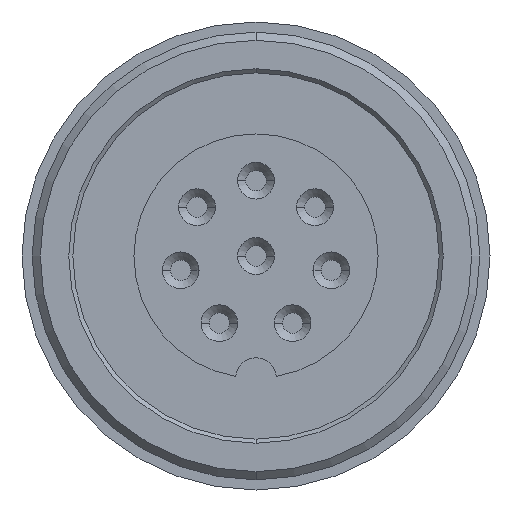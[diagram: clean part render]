
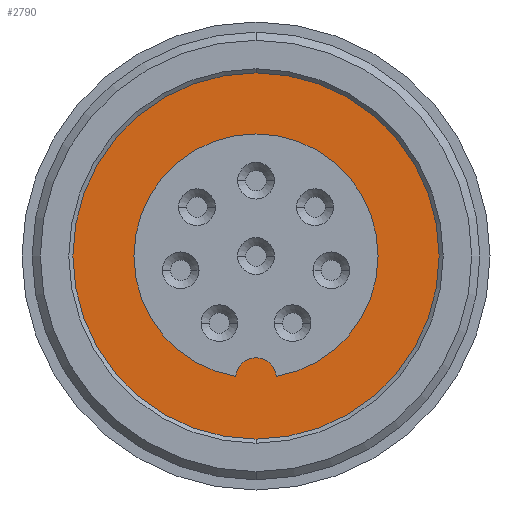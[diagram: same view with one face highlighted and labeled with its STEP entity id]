
A CAD part, front view. The second image highlights one B-rep face of the part: STEP entity #2790.
In plain terms, the highlighted planar face has unit normal (0, -1, 0).
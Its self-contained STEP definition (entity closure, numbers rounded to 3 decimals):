
#281=CARTESIAN_POINT('',(0.0,-5.0,4.5));
#282=VERTEX_POINT('',#281);
#290=CARTESIAN_POINT('',(0.,-5.0,-4.5));
#291=VERTEX_POINT('',#290);
#298=CARTESIAN_POINT('',(0.0,-5.0,0.0));
#299=DIRECTION('',(0.0,1.0,0.0));
#300=DIRECTION('',(0.0,0.0,1.0));
#301=AXIS2_PLACEMENT_3D('',#298,#299,#300);
#302=CIRCLE('',#301,4.5);
#303=EDGE_CURVE('',#291,#282,#302,.T.);
#315=CARTESIAN_POINT('',(0.,-5.0,3.));
#316=VERTEX_POINT('',#315);
#332=CARTESIAN_POINT('',(0.498,-5.,-2.958));
#333=VERTEX_POINT('',#332);
#340=CARTESIAN_POINT('',(0.0,-5.0,0.0));
#341=DIRECTION('',(0.0,1.0,0.0));
#342=DIRECTION('',(0.0,0.0,1.0));
#343=AXIS2_PLACEMENT_3D('',#340,#341,#342);
#344=CIRCLE('',#343,3.);
#345=EDGE_CURVE('',#316,#333,#344,.T.);
#1487=CARTESIAN_POINT('',(-0.498,-5.,-2.958));
#1488=VERTEX_POINT('',#1487);
#1489=CARTESIAN_POINT('',(0.0,-5.0,-3.));
#1490=DIRECTION('',(0.0,-1.,0.0));
#1491=DIRECTION('',(-0.997,0.0,-0.083));
#1492=AXIS2_PLACEMENT_3D('',#1489,#1490,#1491);
#1493=CIRCLE('',#1492,0.5);
#1494=EDGE_CURVE('',#333,#1488,#1493,.T.);
#2758=CARTESIAN_POINT('',(0.0,-5.0,0.0));
#2759=DIRECTION('',(0.0,1.0,0.0));
#2760=DIRECTION('',(0.0,0.0,1.0));
#2761=AXIS2_PLACEMENT_3D('',#2758,#2759,#2760);
#2762=CIRCLE('',#2761,3.);
#2763=EDGE_CURVE('',#1488,#316,#2762,.T.);
#2770=CARTESIAN_POINT('',(0.0,-5.0,3.75));
#2771=DIRECTION('',(0.0,-1.0,0.0));
#2772=DIRECTION('',(0.0,0.0,-1.0));
#2773=AXIS2_PLACEMENT_3D('',#2770,#2771,#2772);
#2774=PLANE('',#2773);
#2775=CARTESIAN_POINT('',(0.0,-5.0,0.0));
#2776=DIRECTION('',(0.0,1.0,0.0));
#2777=DIRECTION('',(0.0,0.0,1.0));
#2778=AXIS2_PLACEMENT_3D('',#2775,#2776,#2777);
#2779=CIRCLE('',#2778,4.5);
#2780=EDGE_CURVE('',#282,#291,#2779,.T.);
#2781=ORIENTED_EDGE('',*,*,#2780,.F.);
#2782=ORIENTED_EDGE('',*,*,#303,.F.);
#2783=EDGE_LOOP('',(#2781,#2782));
#2784=FACE_OUTER_BOUND('',#2783,.T.);
#2785=ORIENTED_EDGE('',*,*,#2763,.T.);
#2786=ORIENTED_EDGE('',*,*,#345,.T.);
#2787=ORIENTED_EDGE('',*,*,#1494,.T.);
#2788=EDGE_LOOP('',(#2785,#2786,#2787));
#2789=FACE_BOUND('',#2788,.T.);
#2790=ADVANCED_FACE('',(#2784,#2789),#2774,.T.);
